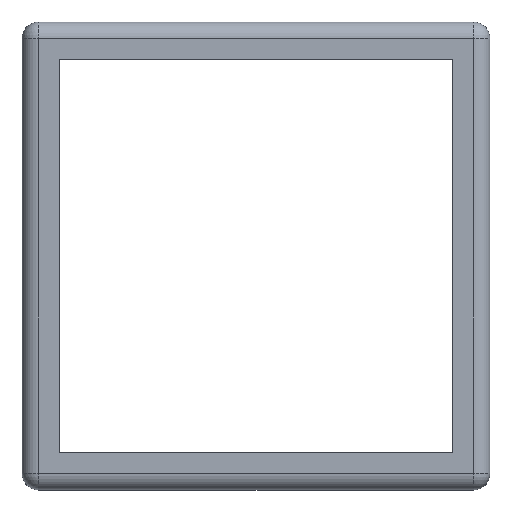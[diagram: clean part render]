
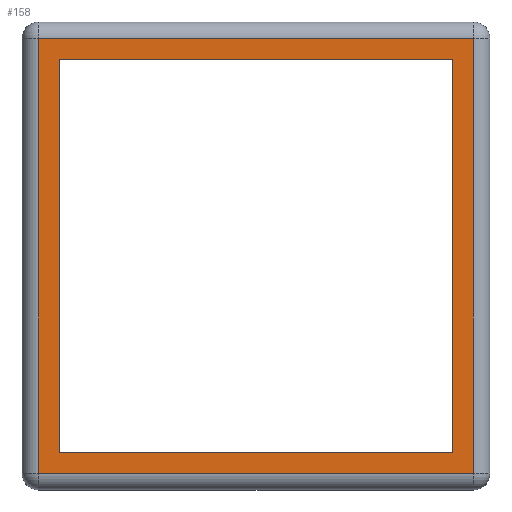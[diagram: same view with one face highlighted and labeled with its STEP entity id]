
A CAD part, top view. The second image highlights one B-rep face of the part: STEP entity #158.
In plain terms, the highlighted planar face has unit normal (0, 0, 1).
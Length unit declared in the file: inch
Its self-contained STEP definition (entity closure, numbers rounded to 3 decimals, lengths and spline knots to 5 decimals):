
#3 = LINE ( 'NONE', #536, #168 ) ;
#26 = CARTESIAN_POINT ( 'NONE',  ( 0.76125, -3.92625, 0. ) ) ;
#36 = CARTESIAN_POINT ( 'NONE',  ( 0.73625, -3.95125, 0. ) ) ;
#46 = DIRECTION ( 'NONE',  ( 0., -1., 0. ) ) ;
#50 = VERTEX_POINT ( 'NONE', #184 ) ;
#53 = EDGE_LOOP ( 'NONE', ( #659, #86, #313, #280 ) ) ;
#55 = DIRECTION ( 'NONE',  ( 1., 0., 0. ) ) ;
#86 = ORIENTED_EDGE ( 'NONE', *, *, #172, .T. ) ;
#105 = EDGE_CURVE ( 'NONE', #668, #522, #109, .T. ) ;
#109 = LINE ( 'NONE', #245, #512 ) ;
#117 = EDGE_CURVE ( 'NONE', #140, #213, #137, .T. ) ;
#137 = LINE ( 'NONE', #193, #411 ) ;
#140 = VERTEX_POINT ( 'NONE', #36 ) ;
#152 = VECTOR ( 'NONE', #543, 39.37008 ) ;
#158 = ADVANCED_FACE ( 'NONE', ( #406, #314 ), #503, .T. ) ;
#168 = VECTOR ( 'NONE', #227, 39.37008 ) ;
#172 = EDGE_CURVE ( 'NONE', #520, #668, #487, .T. ) ;
#173 = ORIENTED_EDGE ( 'NONE', *, *, #117, .F. ) ;
#177 = ORIENTED_EDGE ( 'NONE', *, *, #735, .F. ) ;
#184 = CARTESIAN_POINT ( 'NONE',  ( 0.23875, -3.92625, 0. ) ) ;
#188 = CARTESIAN_POINT ( 'NONE',  ( 0.26375, -4.42375, 0. ) ) ;
#193 = CARTESIAN_POINT ( 'NONE',  ( 0.73625, -3.95125, 0. ) ) ;
#213 = VERTEX_POINT ( 'NONE', #494 ) ;
#227 = DIRECTION ( 'NONE',  ( -1., 0., 0. ) ) ;
#236 = ORIENTED_EDGE ( 'NONE', *, *, #327, .F. ) ;
#245 = CARTESIAN_POINT ( 'NONE',  ( 0.76125, 0., 0. ) ) ;
#247 = DIRECTION ( 'NONE',  ( 0., 1., 0. ) ) ;
#262 = LINE ( 'NONE', #619, #463 ) ;
#272 = CARTESIAN_POINT ( 'NONE',  ( 0.23875, -4.44875, 0. ) ) ;
#275 = CARTESIAN_POINT ( 'NONE',  ( 0.73625, -4.42375, 0. ) ) ;
#280 = ORIENTED_EDGE ( 'NONE', *, *, #727, .T. ) ;
#309 = EDGE_CURVE ( 'NONE', #50, #520, #262, .T. ) ;
#311 = DIRECTION ( 'NONE',  ( 0., 1., 0. ) ) ;
#313 = ORIENTED_EDGE ( 'NONE', *, *, #105, .T. ) ;
#314 = FACE_BOUND ( 'NONE', #532, .T. ) ;
#327 = EDGE_CURVE ( 'NONE', #213, #416, #744, .T. ) ;
#332 = VECTOR ( 'NONE', #575, 39.37008 ) ;
#343 = VECTOR ( 'NONE', #55, 39.37008 ) ;
#406 = FACE_OUTER_BOUND ( 'NONE', #53, .T. ) ;
#411 = VECTOR ( 'NONE', #653, 39.37008 ) ;
#416 = VERTEX_POINT ( 'NONE', #650 ) ;
#420 = CARTESIAN_POINT ( 'NONE',  ( 0.76125, -4.44875, 0. ) ) ;
#458 = VECTOR ( 'NONE', #247, 39.37008 ) ;
#463 = VECTOR ( 'NONE', #46, 39.37008 ) ;
#473 = LINE ( 'NONE', #275, #458 ) ;
#487 = LINE ( 'NONE', #720, #343 ) ;
#494 = CARTESIAN_POINT ( 'NONE',  ( 0.26375, -3.95125, 0. ) ) ;
#503 = PLANE ( 'NONE',  #618 ) ;
#505 = EDGE_CURVE ( 'NONE', #416, #723, #649, .T. ) ;
#512 = VECTOR ( 'NONE', #311, 39.37008 ) ;
#520 = VERTEX_POINT ( 'NONE', #272 ) ;
#522 = VERTEX_POINT ( 'NONE', #26 ) ;
#532 = EDGE_LOOP ( 'NONE', ( #177, #591, #236, #173 ) ) ;
#536 = CARTESIAN_POINT ( 'NONE',  ( 0., -3.92625, 0. ) ) ;
#543 = DIRECTION ( 'NONE',  ( 0., -1., 0. ) ) ;
#556 = CARTESIAN_POINT ( 'NONE',  ( 0.26375, -3.95125, 0. ) ) ;
#575 = DIRECTION ( 'NONE',  ( 1., 0., 0. ) ) ;
#582 = CARTESIAN_POINT ( 'NONE',  ( 0., 0., 0. ) ) ;
#591 = ORIENTED_EDGE ( 'NONE', *, *, #505, .F. ) ;
#618 = AXIS2_PLACEMENT_3D ( 'NONE', #582, #664, #638 ) ;
#619 = CARTESIAN_POINT ( 'NONE',  ( 0.23875, 0., 0. ) ) ;
#638 = DIRECTION ( 'NONE',  ( 1., 0., 0. ) ) ;
#649 = LINE ( 'NONE', #188, #332 ) ;
#650 = CARTESIAN_POINT ( 'NONE',  ( 0.26375, -4.42375, 0. ) ) ;
#653 = DIRECTION ( 'NONE',  ( -1., 0., 0. ) ) ;
#659 = ORIENTED_EDGE ( 'NONE', *, *, #309, .T. ) ;
#664 = DIRECTION ( 'NONE',  ( 0., 0., 1. ) ) ;
#668 = VERTEX_POINT ( 'NONE', #420 ) ;
#720 = CARTESIAN_POINT ( 'NONE',  ( 0., -4.44875, 0. ) ) ;
#723 = VERTEX_POINT ( 'NONE', #743 ) ;
#727 = EDGE_CURVE ( 'NONE', #522, #50, #3, .T. ) ;
#735 = EDGE_CURVE ( 'NONE', #723, #140, #473, .T. ) ;
#743 = CARTESIAN_POINT ( 'NONE',  ( 0.73625, -4.42375, 0. ) ) ;
#744 = LINE ( 'NONE', #556, #152 ) ;
